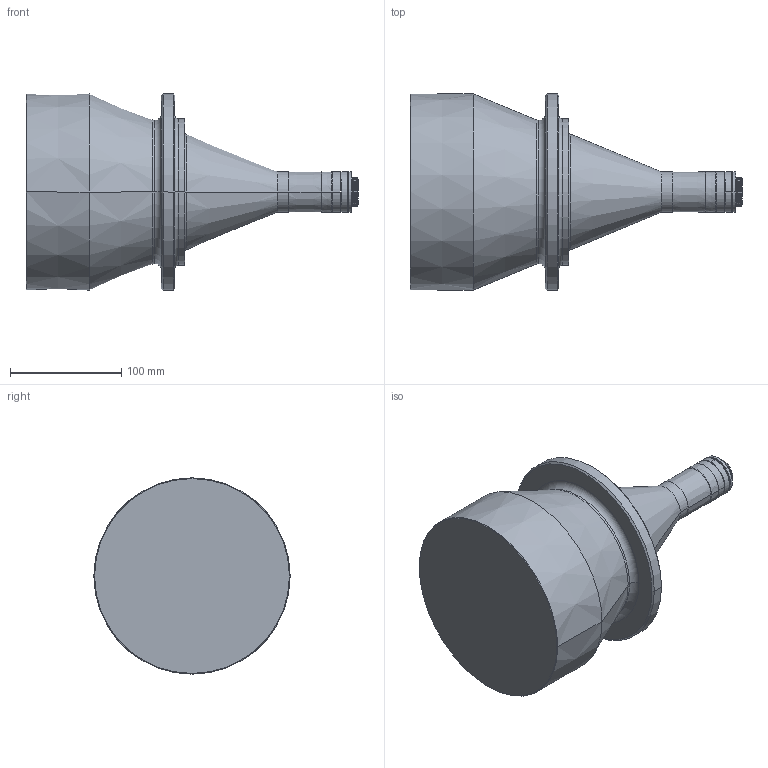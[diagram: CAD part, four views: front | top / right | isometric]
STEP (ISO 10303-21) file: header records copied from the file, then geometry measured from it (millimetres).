
FILE_DESCRIPTION (( 'STEP AP214' ), '1' );
FILE_NAME ('610039.STEP', '2019-10-21T03:47:57', ( '' ), ( '' ), 'SwSTEP 2.0', 'SolidWorks 2016', '' );
FILE_SCHEMA (( 'AUTOMOTIVE_DESIGN' ));
Length unit declared in the file: millimetre
Products named in the file (1): 610039
Bounding box: 298.65 x 176.5 x 176.5 mm (x, y, z)
Volume: 3408626.5 mm3; surface area: 174872.6 mm2
Topology: 4 solids, 4 shells, 215 faces, 484 edges, 294 vertices
Faces by surface type: cylinder 94, cone 80, plane 33, torus 8
Entity records: 6745 total; most frequent: CARTESIAN_POINT 1682, DIRECTION 1162, ORIENTED_EDGE 968, AXIS2_PLACEMENT_3D 486, EDGE_CURVE 484, VERTEX_POINT 294, CIRCLE 270, EDGE_LOOP 244
